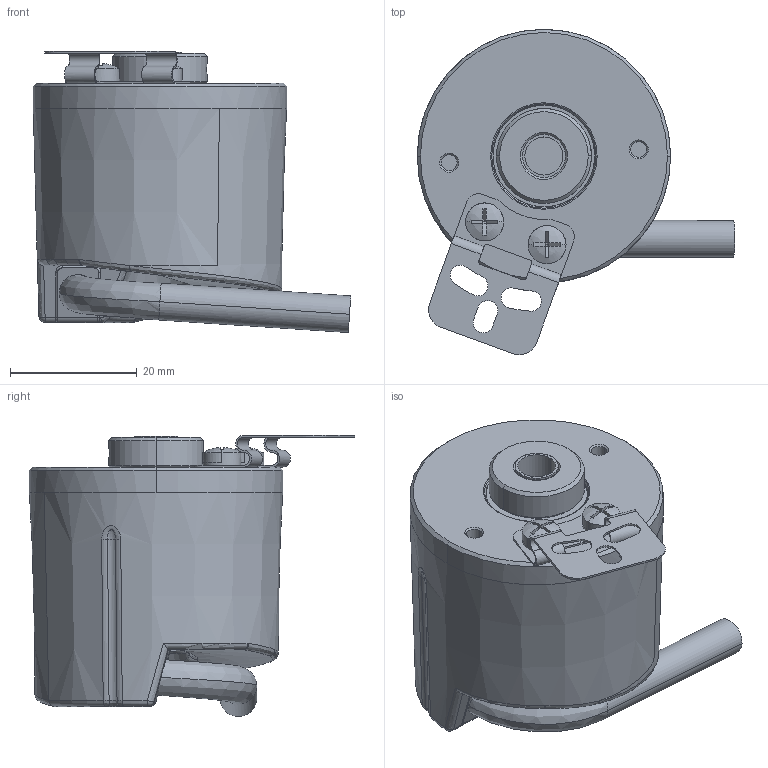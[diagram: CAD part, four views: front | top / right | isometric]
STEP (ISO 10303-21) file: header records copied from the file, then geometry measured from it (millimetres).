
FILE_DESCRIPTION((''),'2;1');
FILE_NAME('DM_CAD-0927A_TSI40_SW0001','2014-08-20T',('Creinig-se'),(''),'PRO/ENGINEER BY PARAMETRIC TECHNOLOGY CORPORATION, 2013050','PRO/ENGINEER BY PARAMETRIC TECHNOLOGY CORPORATION, 2013050','');
FILE_SCHEMA(('CONFIG_CONTROL_DESIGN'));
Length unit declared in the file: millimetre
Products named in the file (1): DM_CAD-0927A_TSI40_SW0001
Bounding box: 50.13 x 51.36 x 44.37 mm (x, y, z)
Volume: 42098 mm3; surface area: 9374.5 mm2
Topology: 4 solids, 4 shells, 298 faces, 790 edges, 509 vertices
Faces by surface type: plane 140, cylinder 77, cone 29, bspline 28, torus 17, sphere 7
Entity records: 14305 total; most frequent: CARTESIAN_POINT 4852, ORIENTED_EDGE 1558, DIRECTION 1483, EDGE_CURVE 779, AXIS2_PLACEMENT_3D 567, VERTEX_POINT 497, VECTOR 349, LINE 349
